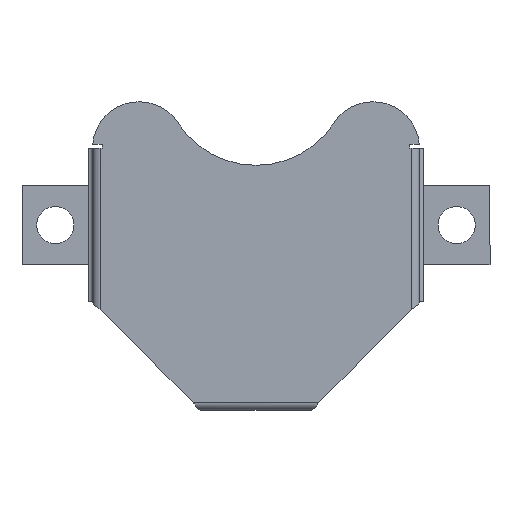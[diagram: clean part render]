
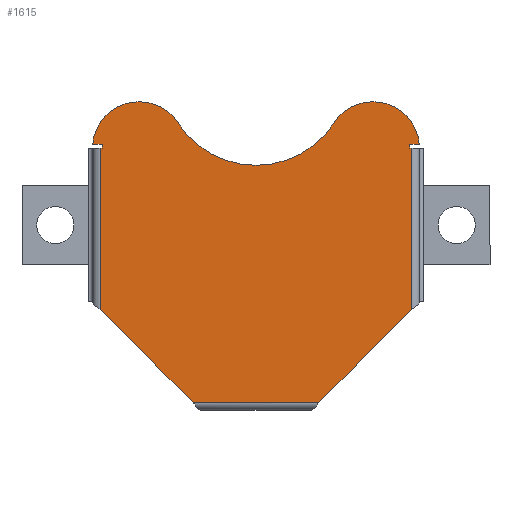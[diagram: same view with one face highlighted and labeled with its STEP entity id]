
A CAD part, top view. The second image highlights one B-rep face of the part: STEP entity #1615.
In plain terms, the highlighted planar face has unit normal (0, 0, 1).
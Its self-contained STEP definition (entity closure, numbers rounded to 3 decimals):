
#887=CARTESIAN_POINT('',(0.5,6.5,0.25));
#888=VERTEX_POINT('',#887);
#896=CARTESIAN_POINT('',(0.5,16.9,0.25));
#897=VERTEX_POINT('',#896);
#898=CARTESIAN_POINT('',(0.5,16.9,0.25));
#899=DIRECTION('',(0.0,-1.0,0.0));
#900=VECTOR('',#899,10.4);
#901=LINE('',#898,#900);
#902=EDGE_CURVE('',#897,#888,#901,.T.);
#1041=CARTESIAN_POINT('',(20.6,16.9,0.25));
#1042=VERTEX_POINT('',#1041);
#1050=CARTESIAN_POINT('',(20.6,6.5,0.25));
#1051=VERTEX_POINT('',#1050);
#1052=CARTESIAN_POINT('',(20.6,6.5,0.25));
#1053=DIRECTION('',(0.0,1.0,0.0));
#1054=VECTOR('',#1053,10.4);
#1055=LINE('',#1052,#1054);
#1056=EDGE_CURVE('',#1051,#1042,#1055,.T.);
#1187=CARTESIAN_POINT('',(14.6,0.5,0.25));
#1188=VERTEX_POINT('',#1187);
#1196=CARTESIAN_POINT('',(6.5,0.5,0.25));
#1197=VERTEX_POINT('',#1196);
#1198=CARTESIAN_POINT('',(6.5,0.5,0.25));
#1199=DIRECTION('',(1.0,0.0,0.0));
#1200=VECTOR('',#1199,8.1);
#1201=LINE('',#1198,#1200);
#1202=EDGE_CURVE('',#1197,#1188,#1201,.T.);
#1454=CARTESIAN_POINT('',(0.625,16.9,0.25));
#1455=VERTEX_POINT('',#1454);
#1456=CARTESIAN_POINT('',(0.625,16.9,0.25));
#1457=DIRECTION('',(-1.0,0.0,0.0));
#1458=VECTOR('',#1457,0.125);
#1459=LINE('',#1456,#1458);
#1460=EDGE_CURVE('',#1455,#897,#1459,.T.);
#1484=CARTESIAN_POINT('',(0.01,17.15,0.25));
#1485=VERTEX_POINT('',#1484);
#1486=CARTESIAN_POINT('',(0.625,17.15,0.25));
#1487=VERTEX_POINT('',#1486);
#1488=CARTESIAN_POINT('',(0.01,17.15,0.25));
#1489=DIRECTION('',(1.0,0.0,0.0));
#1490=VECTOR('',#1489,0.615);
#1491=LINE('',#1488,#1490);
#1492=EDGE_CURVE('',#1485,#1487,#1491,.T.);
#1524=CARTESIAN_POINT('',(0.625,17.15,0.25));
#1525=DIRECTION('',(0.0,-1.0,0.0));
#1526=VECTOR('',#1525,0.25);
#1527=LINE('',#1524,#1526);
#1528=EDGE_CURVE('',#1487,#1455,#1527,.T.);
#1541=CARTESIAN_POINT('',(10.55,10.795,0.25));
#1542=DIRECTION('',(0.0,0.0,1.0));
#1543=DIRECTION('',(1.0,0.0,0.0));
#1544=AXIS2_PLACEMENT_3D('',#1541,#1542,#1543);
#1545=PLANE('',#1544);
#1546=ORIENTED_EDGE('',*,*,#1492,.T.);
#1547=ORIENTED_EDGE('',*,*,#1528,.T.);
#1548=ORIENTED_EDGE('',*,*,#1460,.T.);
#1549=ORIENTED_EDGE('',*,*,#902,.T.);
#1550=CARTESIAN_POINT('',(6.5,0.5,0.25));
#1551=DIRECTION('',(-0.707,0.707,0.0));
#1552=VECTOR('',#1551,8.485);
#1553=LINE('',#1550,#1552);
#1554=EDGE_CURVE('',#1197,#888,#1553,.T.);
#1555=ORIENTED_EDGE('',*,*,#1554,.F.);
#1556=ORIENTED_EDGE('',*,*,#1202,.T.);
#1557=CARTESIAN_POINT('',(20.6,6.5,0.25));
#1558=DIRECTION('',(-0.707,-0.707,0.0));
#1559=VECTOR('',#1558,8.485);
#1560=LINE('',#1557,#1559);
#1561=EDGE_CURVE('',#1051,#1188,#1560,.T.);
#1562=ORIENTED_EDGE('',*,*,#1561,.F.);
#1563=ORIENTED_EDGE('',*,*,#1056,.T.);
#1564=CARTESIAN_POINT('',(20.475,16.9,0.25));
#1565=VERTEX_POINT('',#1564);
#1566=CARTESIAN_POINT('',(20.6,16.9,0.25));
#1567=DIRECTION('',(-1.0,0.0,0.0));
#1568=VECTOR('',#1567,0.125);
#1569=LINE('',#1566,#1568);
#1570=EDGE_CURVE('',#1042,#1565,#1569,.T.);
#1571=ORIENTED_EDGE('',*,*,#1570,.T.);
#1572=CARTESIAN_POINT('',(20.475,17.15,0.25));
#1573=VERTEX_POINT('',#1572);
#1574=CARTESIAN_POINT('',(20.475,16.9,0.25));
#1575=DIRECTION('',(0.0,1.0,0.0));
#1576=VECTOR('',#1575,0.25);
#1577=LINE('',#1574,#1576);
#1578=EDGE_CURVE('',#1565,#1573,#1577,.T.);
#1579=ORIENTED_EDGE('',*,*,#1578,.T.);
#1580=CARTESIAN_POINT('',(21.09,17.15,0.25));
#1581=VERTEX_POINT('',#1580);
#1582=CARTESIAN_POINT('',(20.475,17.15,0.25));
#1583=DIRECTION('',(1.0,0.0,0.0));
#1584=VECTOR('',#1583,0.615);
#1585=LINE('',#1582,#1584);
#1586=EDGE_CURVE('',#1573,#1581,#1585,.T.);
#1587=ORIENTED_EDGE('',*,*,#1586,.T.);
#1588=CARTESIAN_POINT('',(15.583,18.533,0.25));
#1589=VERTEX_POINT('',#1588);
#1590=CARTESIAN_POINT('',(18.1,16.9,0.25));
#1591=DIRECTION('',(0.0,0.0,-1.0));
#1592=DIRECTION('',(1.0,0.0,0.0));
#1593=AXIS2_PLACEMENT_3D('',#1590,#1591,#1592);
#1594=CIRCLE('',#1593,3.0);
#1595=EDGE_CURVE('',#1589,#1581,#1594,.T.);
#1596=ORIENTED_EDGE('',*,*,#1595,.F.);
#1597=CARTESIAN_POINT('',(5.517,18.533,0.25));
#1598=VERTEX_POINT('',#1597);
#1599=CARTESIAN_POINT('',(10.55,21.799,0.25));
#1600=DIRECTION('',(0.0,0.0,1.0));
#1601=DIRECTION('',(0.839,0.544,0.0));
#1602=AXIS2_PLACEMENT_3D('',#1599,#1600,#1601);
#1603=CIRCLE('',#1602,6.);
#1604=EDGE_CURVE('',#1598,#1589,#1603,.T.);
#1605=ORIENTED_EDGE('',*,*,#1604,.F.);
#1606=CARTESIAN_POINT('',(3.,16.9,0.25));
#1607=DIRECTION('',(0.0,0.0,-1.0));
#1608=DIRECTION('',(0.839,0.544,0.0));
#1609=AXIS2_PLACEMENT_3D('',#1606,#1607,#1608);
#1610=CIRCLE('',#1609,3.0);
#1611=EDGE_CURVE('',#1485,#1598,#1610,.T.);
#1612=ORIENTED_EDGE('',*,*,#1611,.F.);
#1613=EDGE_LOOP('',(#1546,#1547,#1548,#1549,#1555,#1556,#1562,#1563,#1571,#1579,#1587,#1596,#1605,#1612));
#1614=FACE_OUTER_BOUND('',#1613,.T.);
#1615=ADVANCED_FACE('',(#1614),#1545,.T.);
